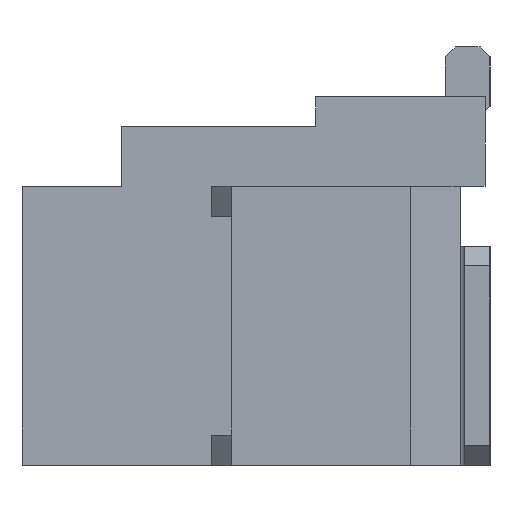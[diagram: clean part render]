
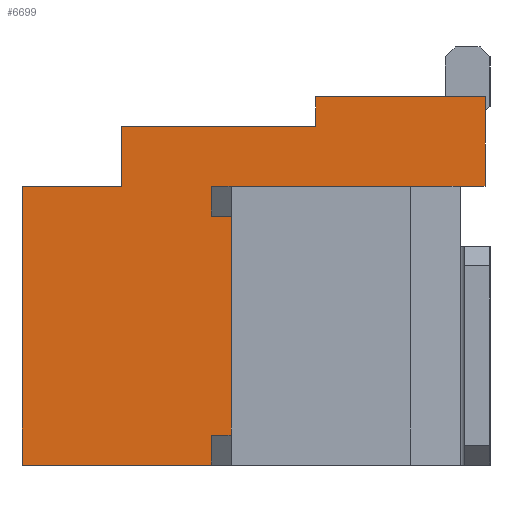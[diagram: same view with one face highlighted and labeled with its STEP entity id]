
A CAD part, left-side view. The second image highlights one B-rep face of the part: STEP entity #6699.
In plain terms, the highlighted planar face has unit normal (-1, 0, 0).
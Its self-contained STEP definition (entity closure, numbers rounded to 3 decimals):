
#5=DIRECTION('',(0.,0.,1.));
#6=VECTOR('',#5,0.9);
#7=CARTESIAN_POINT('',(-7.125,-3.675,1.2));
#8=LINE('',#7,#6);
#101=DIRECTION('',(0.,1.,0.));
#102=VECTOR('',#101,1.7);
#103=CARTESIAN_POINT('',(-7.125,-3.675,2.1));
#104=LINE('',#103,#102);
#409=DIRECTION('',(0.,-1.,0.));
#410=VECTOR('',#409,1.);
#411=CARTESIAN_POINT('',(-7.125,0.975,1.2));
#412=LINE('',#411,#410);
#413=DIRECTION('',(0.,0.,1.));
#414=VECTOR('',#413,0.6);
#415=CARTESIAN_POINT('',(-7.125,-0.025,1.2));
#416=LINE('',#415,#414);
#417=DIRECTION('',(0.,-1.,0.));
#418=VECTOR('',#417,1.95);
#419=CARTESIAN_POINT('',(-7.125,-0.025,1.8));
#420=LINE('',#419,#418);
#421=DIRECTION('',(0.,0.,-1.));
#422=VECTOR('',#421,0.3);
#423=CARTESIAN_POINT('',(-7.125,-1.975,2.1));
#424=LINE('',#423,#422);
#425=DIRECTION('',(0.,1.,0.));
#426=VECTOR('',#425,0.25);
#427=CARTESIAN_POINT('',(-7.125,-3.675,1.2));
#428=LINE('',#427,#426);
#429=DIRECTION('',(0.,-1.,0.));
#430=VECTOR('',#429,2.5);
#431=CARTESIAN_POINT('',(-7.125,-0.925,1.2));
#432=LINE('',#431,#430);
#433=DIRECTION('',(0.,0.,1.));
#434=VECTOR('',#433,0.3);
#435=CARTESIAN_POINT('',(-7.125,-0.925,0.9));
#436=LINE('',#435,#434);
#437=DIRECTION('',(0.,-1.,0.));
#438=VECTOR('',#437,0.7);
#439=CARTESIAN_POINT('',(-7.125,-0.925,0.9));
#440=LINE('',#439,#438);
#441=DIRECTION('',(0.,0.,1.));
#442=VECTOR('',#441,0.3);
#443=CARTESIAN_POINT('',(-7.125,-0.925,-1.6));
#444=LINE('',#443,#442);
#445=DIRECTION('',(0.,1.,0.));
#446=VECTOR('',#445,1.9);
#447=CARTESIAN_POINT('',(-7.125,-0.925,-1.6));
#448=LINE('',#447,#446);
#885=DIRECTION('',(0.,0.,1.));
#886=VECTOR('',#885,2.8);
#887=CARTESIAN_POINT('',(-7.125,0.975,-1.6));
#888=LINE('',#887,#886);
#2739=DIRECTION('',(0.,0.,-1.));
#2740=VECTOR('',#2739,2.2);
#2741=CARTESIAN_POINT('',(-7.125,-1.625,0.9));
#2742=LINE('',#2741,#2740);
#2867=DIRECTION('',(0.,-1.,0.));
#2868=VECTOR('',#2867,0.7);
#2869=CARTESIAN_POINT('',(-7.125,-0.925,-1.3));
#2870=LINE('',#2869,#2868);
#4675=CARTESIAN_POINT('',(-7.125,-0.925,-1.6));
#4676=CARTESIAN_POINT('',(-7.125,0.975,-1.6));
#4677=VERTEX_POINT('',#4675);
#4678=VERTEX_POINT('',#4676);
#4689=CARTESIAN_POINT('',(-7.125,-0.925,1.2));
#4690=VERTEX_POINT('',#4689);
#4707=CARTESIAN_POINT('',(-7.125,-3.675,2.1));
#4708=VERTEX_POINT('',#4707);
#4727=CARTESIAN_POINT('',(-7.125,-1.975,2.1));
#4728=CARTESIAN_POINT('',(-7.125,-1.975,1.8));
#4729=VERTEX_POINT('',#4727);
#4730=VERTEX_POINT('',#4728);
#4736=CARTESIAN_POINT('',(-7.125,-0.025,1.8));
#4738=VERTEX_POINT('',#4736);
#4905=CARTESIAN_POINT('',(-7.125,0.975,1.2));
#4906=CARTESIAN_POINT('',(-7.125,-0.025,1.2));
#4907=VERTEX_POINT('',#4905);
#4908=VERTEX_POINT('',#4906);
#5343=CARTESIAN_POINT('',(-7.125,-0.925,-1.3));
#5344=VERTEX_POINT('',#5343);
#5345=CARTESIAN_POINT('',(-7.125,-0.925,0.9));
#5346=VERTEX_POINT('',#5345);
#5695=CARTESIAN_POINT('',(-7.125,-3.675,1.2));
#5697=VERTEX_POINT('',#5695);
#5711=CARTESIAN_POINT('',(-7.125,-3.425,1.2));
#5712=VERTEX_POINT('',#5711);
#5727=CARTESIAN_POINT('',(-7.125,-1.625,-1.3));
#5729=VERTEX_POINT('',#5727);
#5733=CARTESIAN_POINT('',(-7.125,-1.625,0.9));
#5734=VERTEX_POINT('',#5733);
#6665=CARTESIAN_POINT('',(-7.125,-3.675,-1.6));
#6666=DIRECTION('',(-1.,0.,0.));
#6667=DIRECTION('',(0.,0.,1.));
#6668=AXIS2_PLACEMENT_3D('',#6665,#6666,#6667);
#6669=PLANE('',#6668);
#6671=ORIENTED_EDGE('',*,*,#6670,.T.);
#6673=ORIENTED_EDGE('',*,*,#6672,.T.);
#6675=ORIENTED_EDGE('',*,*,#6674,.T.);
#6677=ORIENTED_EDGE('',*,*,#6676,.F.);
#6678=ORIENTED_EDGE('',*,*,#6261,.F.);
#6679=ORIENTED_EDGE('',*,*,#6134,.F.);
#6680=ORIENTED_EDGE('',*,*,#6201,.T.);
#6682=ORIENTED_EDGE('',*,*,#6681,.F.);
#6684=ORIENTED_EDGE('',*,*,#6683,.F.);
#6686=ORIENTED_EDGE('',*,*,#6685,.T.);
#6688=ORIENTED_EDGE('',*,*,#6687,.T.);
#6690=ORIENTED_EDGE('',*,*,#6689,.F.);
#6692=ORIENTED_EDGE('',*,*,#6691,.F.);
#6694=ORIENTED_EDGE('',*,*,#6693,.T.);
#6696=ORIENTED_EDGE('',*,*,#6695,.T.);
#6697=EDGE_LOOP('',(#6671,#6673,#6675,#6677,#6678,#6679,#6680,#6682,#6684,#6686,
#6688,#6690,#6692,#6694,#6696));
#6698=FACE_OUTER_BOUND('',#6697,.F.);
#6699=ADVANCED_FACE('',(#6698),#6669,.T.);
#6134=EDGE_CURVE('',#5697,#4708,#8,.T.);
#6201=EDGE_CURVE('',#5697,#5712,#428,.T.);
#6261=EDGE_CURVE('',#4708,#4729,#104,.T.);
#6670=EDGE_CURVE('',#4907,#4908,#412,.T.);
#6672=EDGE_CURVE('',#4908,#4738,#416,.T.);
#6674=EDGE_CURVE('',#4738,#4730,#420,.T.);
#6676=EDGE_CURVE('',#4729,#4730,#424,.T.);
#6681=EDGE_CURVE('',#4690,#5712,#432,.T.);
#6683=EDGE_CURVE('',#5346,#4690,#436,.T.);
#6685=EDGE_CURVE('',#5346,#5734,#440,.T.);
#6687=EDGE_CURVE('',#5734,#5729,#2742,.T.);
#6689=EDGE_CURVE('',#5344,#5729,#2870,.T.);
#6691=EDGE_CURVE('',#4677,#5344,#444,.T.);
#6693=EDGE_CURVE('',#4677,#4678,#448,.T.);
#6695=EDGE_CURVE('',#4678,#4907,#888,.T.);
